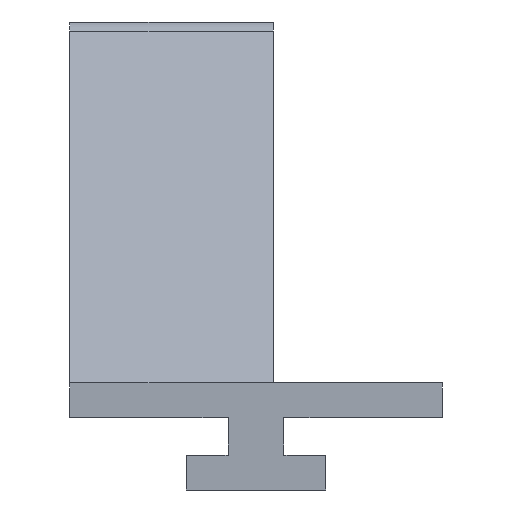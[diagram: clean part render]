
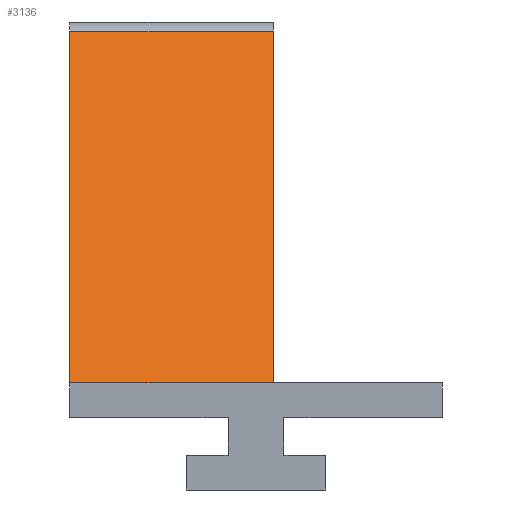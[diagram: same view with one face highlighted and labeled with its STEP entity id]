
A CAD part, left-side view. The second image highlights one B-rep face of the part: STEP entity #3136.
In plain terms, the highlighted planar face has unit normal (-0.899, 0, 0.438).
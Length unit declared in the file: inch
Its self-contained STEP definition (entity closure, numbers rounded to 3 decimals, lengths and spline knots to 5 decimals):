
#3123=AXIS2_PLACEMENT_3D('Plane Axis2P3D',#3120,#3121,#3122) ;
#1603=CARTESIAN_POINT('Vertex',(0.,1.,0.1875)) ;
#1608=CARTESIAN_POINT('Line Origine',(0.46043,1.,1.13153)) ;
#1612=CARTESIAN_POINT('Vertex',(0.92086,1.,2.07555)) ;
#2281=CARTESIAN_POINT('Vertex',(0.,-0.09375,0.1875)) ;
#2284=CARTESIAN_POINT('Line Origine',(0.,0.45313,0.1875)) ;
#3101=CARTESIAN_POINT('Line Origine',(0.92086,0.,2.07555)) ;
#3105=CARTESIAN_POINT('Vertex',(0.92086,-0.09375,2.07555)) ;
#3120=CARTESIAN_POINT('Axis2P3D Location',(0.,0.,0.1875)) ;
#3125=CARTESIAN_POINT('Line Origine',(0.46043,-0.09375,1.13153)) ;
#1609=DIRECTION('Vector Direction',(0.438,0.,0.899)) ;
#2285=DIRECTION('Vector Direction',(0.,1.,0.)) ;
#3102=DIRECTION('Vector Direction',(0.,-1.,0.)) ;
#3121=DIRECTION('Axis2P3D Direction',(-0.899,0.,0.438)) ;
#3122=DIRECTION('Axis2P3D XDirection',(0.438,0.,0.899)) ;
#3126=DIRECTION('Vector Direction',(0.438,0.,0.899)) ;
#1610=VECTOR('Line Direction',#1609,0.03937) ;
#2286=VECTOR('Line Direction',#2285,0.03937) ;
#3103=VECTOR('Line Direction',#3102,0.03937) ;
#3127=VECTOR('Line Direction',#3126,0.03937) ;
#3131=ORIENTED_EDGE('',*,*,#3107,.T.) ;
#3132=ORIENTED_EDGE('',*,*,#1614,.T.) ;
#3133=ORIENTED_EDGE('',*,*,#2288,.F.) ;
#3134=ORIENTED_EDGE('',*,*,#3129,.T.) ;
#3136=ADVANCED_FACE('MASTER MODEL',(#3135),#3124,.T.) ;
#1614=EDGE_CURVE('',#1613,#1604,#1611,.F.) ;
#2288=EDGE_CURVE('',#2282,#1604,#2287,.T.) ;
#3107=EDGE_CURVE('',#3106,#1613,#3104,.F.) ;
#3129=EDGE_CURVE('',#2282,#3106,#3128,.T.) ;
#3130=EDGE_LOOP('',(#3131,#3132,#3133,#3134)) ;
#3135=FACE_OUTER_BOUND('',#3130,.T.) ;
#1611=LINE('Line',#1608,#1610) ;
#2287=LINE('Line',#2284,#2286) ;
#3104=LINE('Line',#3101,#3103) ;
#3128=LINE('Line',#3125,#3127) ;
#3124=PLANE('',#3123) ;
#1604=VERTEX_POINT('',#1603) ;
#1613=VERTEX_POINT('',#1612) ;
#2282=VERTEX_POINT('',#2281) ;
#3106=VERTEX_POINT('',#3105) ;
